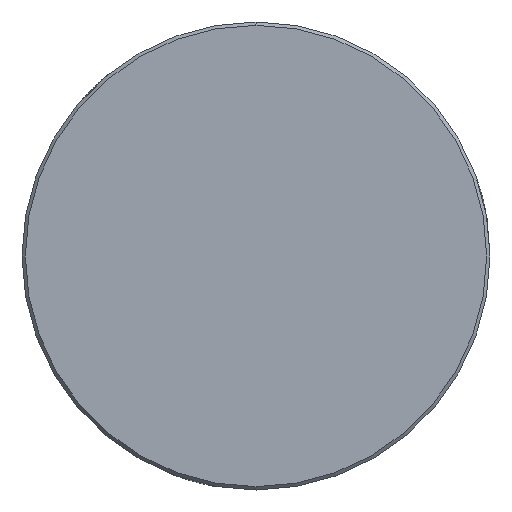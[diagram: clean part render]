
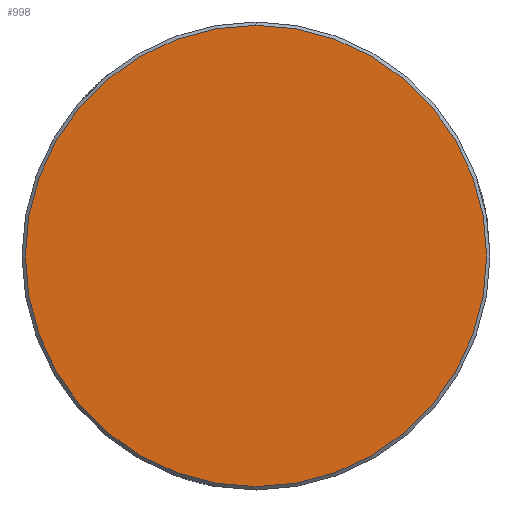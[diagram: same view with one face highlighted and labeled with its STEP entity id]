
A CAD part, left-side view. The second image highlights one B-rep face of the part: STEP entity #998.
In plain terms, the highlighted planar face has unit normal (-1, 0, 0).
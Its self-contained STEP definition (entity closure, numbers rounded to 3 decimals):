
#61 = VERTEX_POINT ( 'NONE', #95 ) ;
#95 = CARTESIAN_POINT ( 'NONE',  ( -44.1, 0., -13.8 ) ) ;
#151 = DIRECTION ( 'NONE',  ( 0., 0., -1. ) ) ;
#170 = CARTESIAN_POINT ( 'NONE',  ( -44.1, 0., 13.8 ) ) ;
#259 = CIRCLE ( 'NONE', #361, 13.8 ) ;
#295 = AXIS2_PLACEMENT_3D ( 'NONE', #328, #1092, #151 ) ;
#305 = EDGE_CURVE ( 'NONE', #61, #445, #940, .T. ) ;
#328 = CARTESIAN_POINT ( 'NONE',  ( -44.1, 0., 0. ) ) ;
#360 = DIRECTION ( 'NONE',  ( 0., 0., 1. ) ) ;
#361 = AXIS2_PLACEMENT_3D ( 'NONE', #829, #991, #909 ) ;
#368 = DIRECTION ( 'NONE',  ( -1., 0., 0. ) ) ;
#445 = VERTEX_POINT ( 'NONE', #170 ) ;
#459 = PLANE ( 'NONE',  #614 ) ;
#606 = ORIENTED_EDGE ( 'NONE', *, *, #825, .T. ) ;
#614 = AXIS2_PLACEMENT_3D ( 'NONE', #857, #368, #360 ) ;
#617 = ORIENTED_EDGE ( 'NONE', *, *, #305, .T. ) ;
#811 = EDGE_LOOP ( 'NONE', ( #617, #606 ) ) ;
#825 = EDGE_CURVE ( 'NONE', #445, #61, #259, .T. ) ;
#829 = CARTESIAN_POINT ( 'NONE',  ( -44.1, 0., 0. ) ) ;
#857 = CARTESIAN_POINT ( 'NONE',  ( -44.1, -13.966, -13.966 ) ) ;
#904 = FACE_OUTER_BOUND ( 'NONE', #811, .T. ) ;
#909 = DIRECTION ( 'NONE',  ( 0., 0., -1. ) ) ;
#940 = CIRCLE ( 'NONE', #295, 13.8 ) ;
#991 = DIRECTION ( 'NONE',  ( -1., 0., 0. ) ) ;
#998 = ADVANCED_FACE ( 'NONE', ( #904 ), #459, .T. ) ;
#1092 = DIRECTION ( 'NONE',  ( -1., 0., 0. ) ) ;
